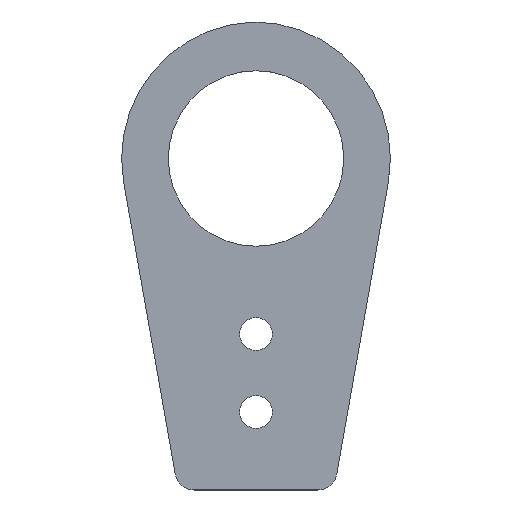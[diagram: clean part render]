
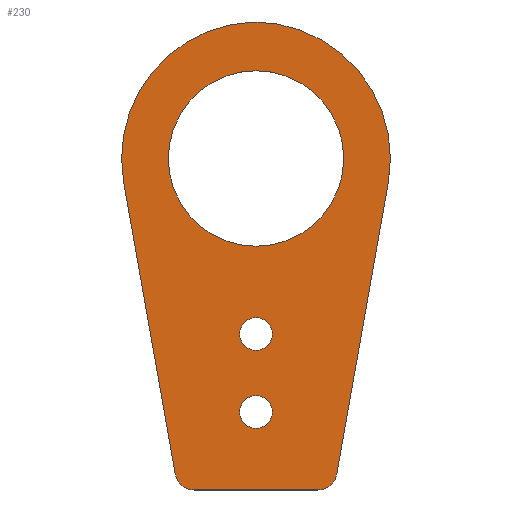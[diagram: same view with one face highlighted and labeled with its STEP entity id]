
A CAD part, top view. The second image highlights one B-rep face of the part: STEP entity #230.
In plain terms, the highlighted planar face has unit normal (0, 0, 1).
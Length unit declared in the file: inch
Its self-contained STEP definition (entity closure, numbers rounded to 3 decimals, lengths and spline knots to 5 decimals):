
#18=FACE_BOUND('',#53,.T.);
#19=FACE_BOUND('',#54,.T.);
#20=FACE_BOUND('',#55,.T.);
#25=PLANE('',#278);
#37=FACE_OUTER_BOUND('',#52,.T.);
#52=EDGE_LOOP('',(#202,#203,#204,#205,#206,#207,#208));
#53=EDGE_LOOP('',(#209));
#54=EDGE_LOOP('',(#210));
#55=EDGE_LOOP('',(#211));
#60=LINE('',#364,#76);
#65=LINE('',#388,#81);
#68=LINE('',#398,#84);
#76=VECTOR('',#293,0.3937);
#81=VECTOR('',#318,0.3937);
#84=VECTOR('',#331,0.3937);
#88=CIRCLE('',#254,0.125);
#96=CIRCLE('',#265,0.125);
#97=CIRCLE('',#268,0.875);
#98=CIRCLE('',#270,0.875);
#99=CIRCLE('',#273,0.1045);
#100=CIRCLE('',#275,0.1045);
#101=CIRCLE('',#277,0.5625);
#102=VERTEX_POINT('',#351);
#103=VERTEX_POINT('',#352);
#107=VERTEX_POINT('',#362);
#115=VERTEX_POINT('',#382);
#116=VERTEX_POINT('',#386);
#117=VERTEX_POINT('',#390);
#118=VERTEX_POINT('',#392);
#119=VERTEX_POINT('',#400);
#120=VERTEX_POINT('',#404);
#121=VERTEX_POINT('',#408);
#122=EDGE_CURVE('',#102,#103,#88,.T.);
#128=EDGE_CURVE('',#102,#107,#60,.T.);
#137=EDGE_CURVE('',#115,#107,#96,.T.);
#140=EDGE_CURVE('',#115,#116,#65,.T.);
#142=EDGE_CURVE('',#117,#118,#97,.T.);
#144=EDGE_CURVE('',#118,#116,#98,.T.);
#145=EDGE_CURVE('',#117,#103,#68,.T.);
#146=EDGE_CURVE('',#119,#119,#99,.T.);
#148=EDGE_CURVE('',#120,#120,#100,.T.);
#150=EDGE_CURVE('',#121,#121,#101,.T.);
#202=ORIENTED_EDGE('',*,*,#122,.F.);
#203=ORIENTED_EDGE('',*,*,#128,.T.);
#204=ORIENTED_EDGE('',*,*,#137,.F.);
#205=ORIENTED_EDGE('',*,*,#140,.T.);
#206=ORIENTED_EDGE('',*,*,#144,.F.);
#207=ORIENTED_EDGE('',*,*,#142,.F.);
#208=ORIENTED_EDGE('',*,*,#145,.T.);
#209=ORIENTED_EDGE('',*,*,#150,.T.);
#210=ORIENTED_EDGE('',*,*,#148,.T.);
#211=ORIENTED_EDGE('',*,*,#146,.T.);
#230=ADVANCED_FACE('',(#37,#18,#19,#20),#25,.T.);
#254=AXIS2_PLACEMENT_3D('',#353,#283,#284);
#265=AXIS2_PLACEMENT_3D('',#383,#312,#313);
#268=AXIS2_PLACEMENT_3D('',#393,#322,#323);
#270=AXIS2_PLACEMENT_3D('',#396,#327,#328);
#273=AXIS2_PLACEMENT_3D('',#401,#334,#335);
#275=AXIS2_PLACEMENT_3D('',#405,#339,#340);
#277=AXIS2_PLACEMENT_3D('',#409,#344,#345);
#278=AXIS2_PLACEMENT_3D('',#411,#347,#348);
#283=DIRECTION('center_axis',(0.,0.,-1.));
#284=DIRECTION('ref_axis',(-0.643,-0.766,0.));
#293=DIRECTION('',(1.,0.,0.));
#312=DIRECTION('center_axis',(0.,0.,-1.));
#313=DIRECTION('ref_axis',(0.643,-0.766,0.));
#318=DIRECTION('',(0.174,0.985,0.));
#322=DIRECTION('center_axis',(0.,0.,-1.));
#323=DIRECTION('ref_axis',(-0.031,1.,0.));
#327=DIRECTION('center_axis',(0.,0.,-1.));
#328=DIRECTION('ref_axis',(0.985,-0.174,0.));
#331=DIRECTION('',(0.174,-0.985,0.));
#334=DIRECTION('center_axis',(0.,0.,-1.));
#335=DIRECTION('ref_axis',(-1.,0.,0.));
#339=DIRECTION('center_axis',(0.,0.,-1.));
#340=DIRECTION('ref_axis',(-1.,0.,0.));
#344=DIRECTION('center_axis',(0.,0.,-1.));
#345=DIRECTION('ref_axis',(-1.,0.,0.));
#347=DIRECTION('center_axis',(0.,0.,1.));
#348=DIRECTION('ref_axis',(1.,0.,0.));
#351=CARTESIAN_POINT('',(0.47987,0.,0.13));
#352=CARTESIAN_POINT('',(0.35677,0.10328,0.13));
#353=CARTESIAN_POINT('Origin',(0.47987,0.125,0.13));
#362=CARTESIAN_POINT('',(1.27013,0.,0.13));
#364=CARTESIAN_POINT('',(0.375,0.,0.13));
#382=CARTESIAN_POINT('',(1.39323,0.10328,0.13));
#383=CARTESIAN_POINT('Origin',(1.27013,0.125,0.13));
#386=CARTESIAN_POINT('',(1.72317,1.97294,0.13));
#388=CARTESIAN_POINT('',(1.375,0.,0.13));
#390=CARTESIAN_POINT('',(0.02676,1.97335,0.13));
#392=CARTESIAN_POINT('',(0.86148,3.,0.13));
#393=CARTESIAN_POINT('Origin',(0.88845,2.12542,0.13));
#396=CARTESIAN_POINT('Origin',(0.86148,2.125,0.13));
#398=CARTESIAN_POINT('',(0.,2.125,0.13));
#400=CARTESIAN_POINT('',(0.9795,1.,0.13));
#401=CARTESIAN_POINT('Origin',(0.875,1.,0.13));
#404=CARTESIAN_POINT('',(0.9795,0.5,0.13));
#405=CARTESIAN_POINT('Origin',(0.875,0.5,0.13));
#408=CARTESIAN_POINT('',(1.4375,2.125,0.13));
#409=CARTESIAN_POINT('Origin',(0.875,2.125,0.13));
#411=CARTESIAN_POINT('Origin',(0.875,1.5,0.13));
